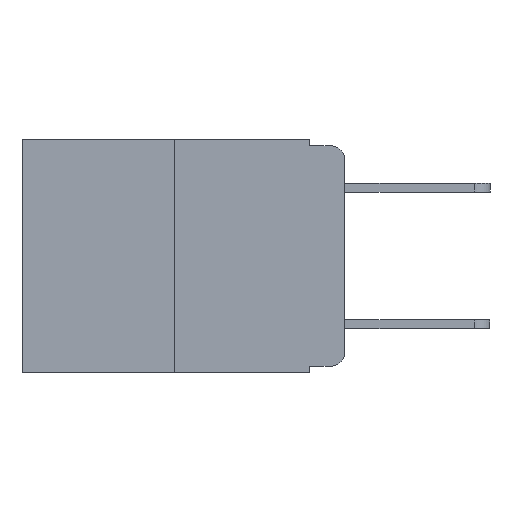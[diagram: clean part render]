
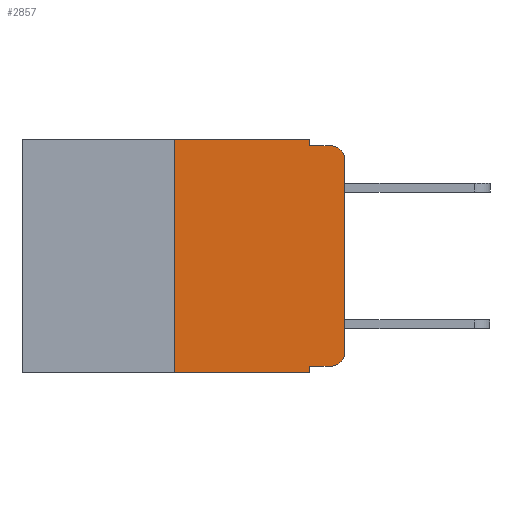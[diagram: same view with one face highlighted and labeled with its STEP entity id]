
A CAD part, left-side view. The second image highlights one B-rep face of the part: STEP entity #2857.
In plain terms, the highlighted planar face has unit normal (-1, 0, 0).
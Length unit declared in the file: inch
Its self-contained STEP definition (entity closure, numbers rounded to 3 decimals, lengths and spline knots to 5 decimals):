
#356 = CARTESIAN_POINT ( 'NONE',  ( 0., 0.051, 0. ) ) ;
#644 = CARTESIAN_POINT ( 'NONE',  ( 0., 0.02, -0.333 ) ) ;
#1171 = VERTEX_POINT ( 'NONE', #6328 ) ;
#1431 = VERTEX_POINT ( 'NONE', #8315 ) ;
#1607 = VECTOR ( 'NONE', #16006, 39.37008 ) ;
#1626 = CARTESIAN_POINT ( 'NONE',  ( 0., 0.051, -0.01 ) ) ;
#1679 = CARTESIAN_POINT ( 'NONE',  ( 0., 0.473, 0. ) ) ;
#2279 = EDGE_LOOP ( 'NONE', ( #10653, #6372, #9536, #7917, #11200, #14255, #3217, #6596, #14092, #9498 ) ) ;
#2857 = ADVANCED_FACE ( 'NONE', ( #11590 ), #10869, .F. ) ;
#2880 = CARTESIAN_POINT ( 'NONE',  ( 0., 0., -0.313 ) ) ;
#3217 = ORIENTED_EDGE ( 'NONE', *, *, #16449, .T. ) ;
#4165 = VERTEX_POINT ( 'NONE', #5922 ) ;
#4403 = DIRECTION ( 'NONE',  ( 0., 0., -1. ) ) ;
#4433 = DIRECTION ( 'NONE',  ( -1., 0., 0. ) ) ;
#4763 = AXIS2_PLACEMENT_3D ( 'NONE', #16339, #8025, #17679 ) ;
#4815 = CARTESIAN_POINT ( 'NONE',  ( 0., 0.25, 0. ) ) ;
#4841 = VERTEX_POINT ( 'NONE', #13162 ) ;
#4867 = VECTOR ( 'NONE', #10238, 39.37008 ) ;
#5131 = EDGE_CURVE ( 'NONE', #9500, #1171, #9649, .T. ) ;
#5820 = VERTEX_POINT ( 'NONE', #2880 ) ;
#5850 = EDGE_CURVE ( 'NONE', #4841, #13402, #14593, .T. ) ;
#5879 = VECTOR ( 'NONE', #13791, 39.37008 ) ;
#5922 = CARTESIAN_POINT ( 'NONE',  ( 0., 0.25, -0.343 ) ) ;
#6020 = CARTESIAN_POINT ( 'NONE',  ( 0., 0.051, 0. ) ) ;
#6264 = DIRECTION ( 'NONE',  ( 0., 0., 1. ) ) ;
#6328 = CARTESIAN_POINT ( 'NONE',  ( 0., 0.051, -0.01 ) ) ;
#6372 = ORIENTED_EDGE ( 'NONE', *, *, #18110, .T. ) ;
#6487 = LINE ( 'NONE', #10057, #10049 ) ;
#6596 = ORIENTED_EDGE ( 'NONE', *, *, #9533, .F. ) ;
#6914 = EDGE_CURVE ( 'NONE', #13402, #5820, #9180, .T. ) ;
#7063 = VECTOR ( 'NONE', #11750, 39.37008 ) ;
#7186 = CARTESIAN_POINT ( 'NONE',  ( 0., 0.051, -0.333 ) ) ;
#7331 = CARTESIAN_POINT ( 'NONE',  ( 0., 0.02, -0.313 ) ) ;
#7917 = ORIENTED_EDGE ( 'NONE', *, *, #5131, .F. ) ;
#8025 = DIRECTION ( 'NONE',  ( -1., 0., 0. ) ) ;
#8315 = CARTESIAN_POINT ( 'NONE',  ( 0., 0.051, -0.343 ) ) ;
#8843 = CARTESIAN_POINT ( 'NONE',  ( 0., 0.473, -0.343 ) ) ;
#9027 = CARTESIAN_POINT ( 'NONE',  ( 0., 0., -0.03 ) ) ;
#9180 = CIRCLE ( 'NONE', #16500, 0.02 ) ;
#9498 = ORIENTED_EDGE ( 'NONE', *, *, #6914, .T. ) ;
#9500 = VERTEX_POINT ( 'NONE', #356 ) ;
#9533 = EDGE_CURVE ( 'NONE', #4841, #1431, #17650, .T. ) ;
#9536 = ORIENTED_EDGE ( 'NONE', *, *, #10472, .F. ) ;
#9649 = LINE ( 'NONE', #6020, #1607 ) ;
#9687 = VERTEX_POINT ( 'NONE', #9027 ) ;
#10049 = VECTOR ( 'NONE', #16815, 39.37008 ) ;
#10057 = CARTESIAN_POINT ( 'NONE',  ( 0., 0., 0. ) ) ;
#10114 = CIRCLE ( 'NONE', #4763, 0.02 ) ;
#10238 = DIRECTION ( 'NONE',  ( 0., 0., -1. ) ) ;
#10326 = DIRECTION ( 'NONE',  ( 0., -1., 0. ) ) ;
#10472 = EDGE_CURVE ( 'NONE', #1171, #15512, #16762, .T. ) ;
#10521 = CARTESIAN_POINT ( 'NONE',  ( 0., 0.473, 0. ) ) ;
#10653 = ORIENTED_EDGE ( 'NONE', *, *, #19149, .T. ) ;
#10702 = LINE ( 'NONE', #14816, #14261 ) ;
#10869 = PLANE ( 'NONE',  #18137 ) ;
#11200 = ORIENTED_EDGE ( 'NONE', *, *, #15691, .F. ) ;
#11397 = DIRECTION ( 'NONE',  ( 0., 0., -1. ) ) ;
#11470 = DIRECTION ( 'NONE',  ( 1., 0., 0. ) ) ;
#11590 = FACE_OUTER_BOUND ( 'NONE', #2279, .T. ) ;
#11750 = DIRECTION ( 'NONE',  ( 0., -1., 0. ) ) ;
#13162 = CARTESIAN_POINT ( 'NONE',  ( 0., 0.051, -0.333 ) ) ;
#13402 = VERTEX_POINT ( 'NONE', #644 ) ;
#13791 = DIRECTION ( 'NONE',  ( 0., -1., 0. ) ) ;
#14092 = ORIENTED_EDGE ( 'NONE', *, *, #5850, .T. ) ;
#14255 = ORIENTED_EDGE ( 'NONE', *, *, #16678, .F. ) ;
#14261 = VECTOR ( 'NONE', #6264, 39.37008 ) ;
#14593 = LINE ( 'NONE', #7186, #7063 ) ;
#14816 = CARTESIAN_POINT ( 'NONE',  ( 0., 0.25, 0. ) ) ;
#14918 = LINE ( 'NONE', #8843, #18059 ) ;
#15512 = VERTEX_POINT ( 'NONE', #17319 ) ;
#15665 = CARTESIAN_POINT ( 'NONE',  ( 0., 0.051, 0. ) ) ;
#15691 = EDGE_CURVE ( 'NONE', #18675, #9500, #17248, .T. ) ;
#16006 = DIRECTION ( 'NONE',  ( 0., 0., -1. ) ) ;
#16339 = CARTESIAN_POINT ( 'NONE',  ( 0., 0.02, -0.03 ) ) ;
#16449 = EDGE_CURVE ( 'NONE', #4165, #1431, #14918, .T. ) ;
#16500 = AXIS2_PLACEMENT_3D ( 'NONE', #7331, #4433, #4403 ) ;
#16678 = EDGE_CURVE ( 'NONE', #4165, #18675, #10702, .T. ) ;
#16762 = LINE ( 'NONE', #1626, #5879 ) ;
#16815 = DIRECTION ( 'NONE',  ( 0., 0., 1. ) ) ;
#16824 = VECTOR ( 'NONE', #17844, 39.37008 ) ;
#17248 = LINE ( 'NONE', #1679, #16824 ) ;
#17319 = CARTESIAN_POINT ( 'NONE',  ( 0., 0.02, -0.01 ) ) ;
#17650 = LINE ( 'NONE', #15665, #4867 ) ;
#17679 = DIRECTION ( 'NONE',  ( 0., 0., -1. ) ) ;
#17844 = DIRECTION ( 'NONE',  ( 0., -1., 0. ) ) ;
#18059 = VECTOR ( 'NONE', #10326, 39.37008 ) ;
#18110 = EDGE_CURVE ( 'NONE', #9687, #15512, #10114, .T. ) ;
#18137 = AXIS2_PLACEMENT_3D ( 'NONE', #10521, #11470, #11397 ) ;
#18675 = VERTEX_POINT ( 'NONE', #4815 ) ;
#19149 = EDGE_CURVE ( 'NONE', #5820, #9687, #6487, .T. ) ;
